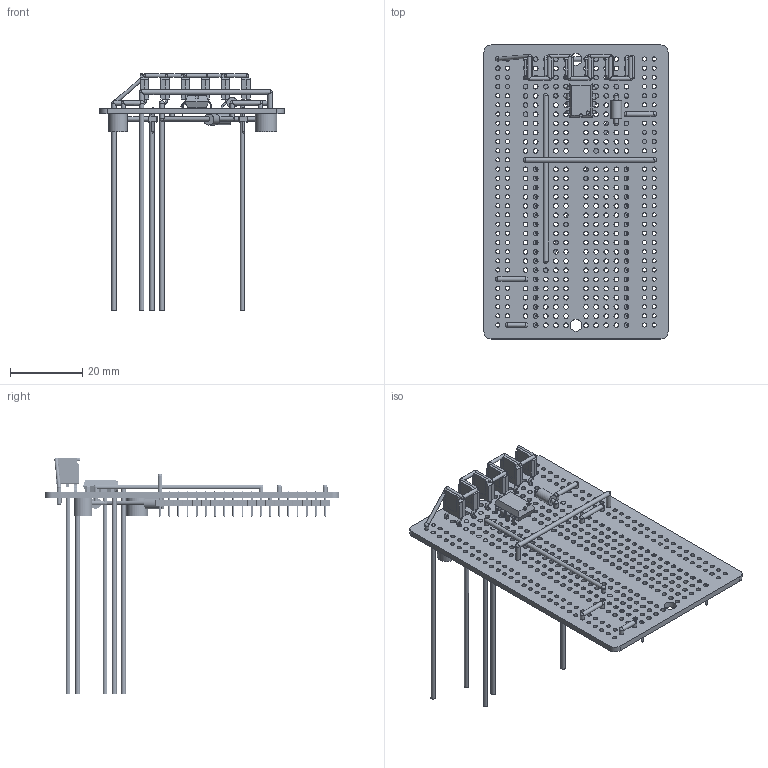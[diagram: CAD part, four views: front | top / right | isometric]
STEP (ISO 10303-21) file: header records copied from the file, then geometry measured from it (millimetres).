
FILE_DESCRIPTION(/* description */ (''),/* implementation_level */ '2;1');
FILE_NAME(/* name */ 'Proto 1.step',/* time_stamp */ '2019-02-04T16:31:50-06:00',/* author */ ('mr_darker'),/* organization */ (''),/* preprocessor_version */ 'ST-DEVELOPER v17.2',/* originating_system */ 'Autodesk Translation Framework v7.6.0.251',/* authorisation */ '');
FILE_SCHEMA (('AUTOMOTIVE_DESIGN { 1 0 10303 214 3 1 1 }'));
Length unit declared in the file: millimetre
Products named in the file (5): Proto 1; Perma-Proto Breadboard; User Library-DPAK-1; DIP8N; pin_header_ap_126-19_g-a
Assembly tree (10 placements, depth 2):
  Proto 1
    Perma-Proto Breadboard
    User Library-DPAK-1  x6
    DIP8N
    pin_header_ap_126-19_g-a  x2
Bounding box: 51 x 81.41 x 65.55 mm (x, y, z)
Volume: 8051.8 mm3; surface area: 15806.4 mm2
Topology: 35 solids, 35 shells, 1888 faces, 5437 edges, 3741 vertices
Faces by surface type: plane 1119, cylinder 651, cone 76, sphere 42
Full cylindrical faces by diameter (mm): 0.5 x76, 0.9 x1, 1 x12, 1.143 x125, 1.27 x347, 3 x3, 3.302 x2, 5.096 x1, 6 x1
Entity records: 45956 total; most frequent: CARTESIAN_POINT 8273, DIRECTION 7896, ORIENTED_EDGE 7400, EDGE_CURVE 3700, AXIS2_PLACEMENT_3D 3008, VERTEX_POINT 2621, EDGE_LOOP 2149, LINE 1880
